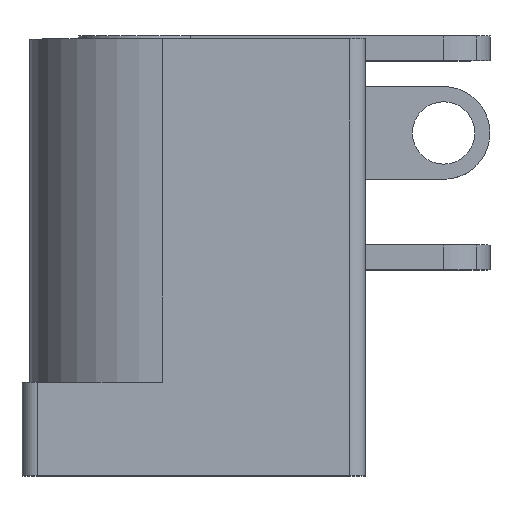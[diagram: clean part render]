
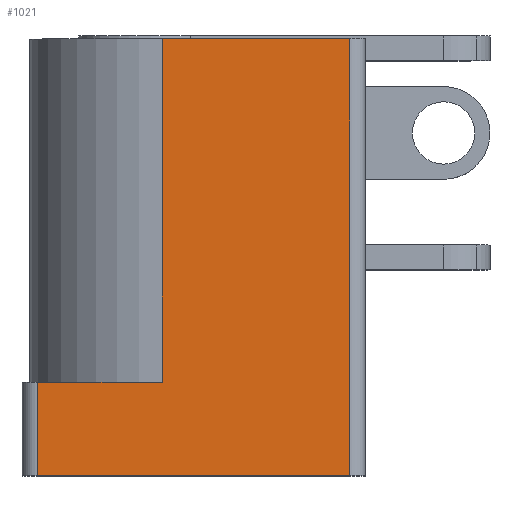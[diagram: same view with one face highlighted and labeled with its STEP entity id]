
A CAD part, top view. The second image highlights one B-rep face of the part: STEP entity #1021.
In plain terms, the highlighted planar face has unit normal (0, 0, 1).
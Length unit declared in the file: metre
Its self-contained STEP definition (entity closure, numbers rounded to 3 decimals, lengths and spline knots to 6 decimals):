
#1021=ADVANCED_FACE('0:618',(#1403),#1404,.T.);
#1403=FACE_OUTER_BOUND('',#1603,.T.);
#1404=PLANE('',#1604);
#1603=EDGE_LOOP('',(#1928,#1929,#1930,#1931,#1932,#1933));
#1604=AXIS2_PLACEMENT_3D('',#1934,#1935,#1936);
#1928=ORIENTED_EDGE('',*,*,#2423,.T.);
#1929=ORIENTED_EDGE('',*,*,#2433,.T.);
#1930=ORIENTED_EDGE('',*,*,#2435,.F.);
#1931=ORIENTED_EDGE('',*,*,#2436,.T.);
#1932=ORIENTED_EDGE('',*,*,#2437,.T.);
#1933=ORIENTED_EDGE('',*,*,#2438,.T.);
#1934=CARTESIAN_POINT('',(0.0,0.0,0.0045));
#1935=DIRECTION('',(0.0,0.0,1.0));
#1936=DIRECTION('',(1.0,0.0,0.0));
#2423=EDGE_CURVE('1:26494',#2692,#2694,#2696,.T.);
#2433=EDGE_CURVE('1:26506',#2694,#2712,#2714,.T.);
#2435=EDGE_CURVE('0:651',#2716,#2712,#2717,.T.);
#2436=EDGE_CURVE('0:654',#2716,#2718,#2719,.T.);
#2437=EDGE_CURVE('0:657',#2718,#2720,#2721,.T.);
#2438=EDGE_CURVE('0:648',#2720,#2692,#2722,.T.);
#2692=VERTEX_POINT('',#2778);
#2694=VERTEX_POINT('',#2781);
#2696=LINE('',#2784,#2785);
#2712=VERTEX_POINT('',#2806);
#2714=LINE('',#2808,#2809);
#2716=VERTEX_POINT('',#2812);
#2717=LINE('',#2813,#2814);
#2718=VERTEX_POINT('',#2815);
#2719=LINE('',#2816,#2817);
#2720=VERTEX_POINT('',#2818);
#2721=LINE('',#2819,#2820);
#2722=LINE('',#2821,#2822);
#2778=CARTESIAN_POINT('',(-0.001,0.014,0.0045));
#2781=CARTESIAN_POINT('',(-0.001,0.003,0.0045));
#2784=CARTESIAN_POINT('',(-0.001,0.0015,0.0045));
#2785=VECTOR('',#2891,1.0);
#2806=CARTESIAN_POINT('',(-0.005001,0.003,0.0045));
#2808=CARTESIAN_POINT('',(0.0,0.003,0.0045));
#2809=VECTOR('',#2909,1.0);
#2812=CARTESIAN_POINT('',(-0.005001,0.0,0.0045));
#2813=CARTESIAN_POINT('',(-0.005001,0.0,0.0045));
#2814=VECTOR('',#2911,1.0);
#2815=CARTESIAN_POINT('',(0.005001,0.0,0.0045));
#2816=CARTESIAN_POINT('',(-0.005001,0.0,0.0045));
#2817=VECTOR('',#2912,1.0);
#2818=CARTESIAN_POINT('',(0.005001,0.014,0.0045));
#2819=CARTESIAN_POINT('',(0.005001,0.0,0.0045));
#2820=VECTOR('',#2913,1.0);
#2821=CARTESIAN_POINT('',(-0.005001,0.014,0.0045));
#2822=VECTOR('',#2914,1.0);
#2891=DIRECTION('',(0.0,-1.0,0.0));
#2909=DIRECTION('',(-1.0,0.0,0.0));
#2911=DIRECTION('',(0.0,1.0,0.0));
#2912=DIRECTION('',(1.0,0.0,0.0));
#2913=DIRECTION('',(0.0,1.0,0.0));
#2914=DIRECTION('',(-1.0,-0.0,-0.0));
